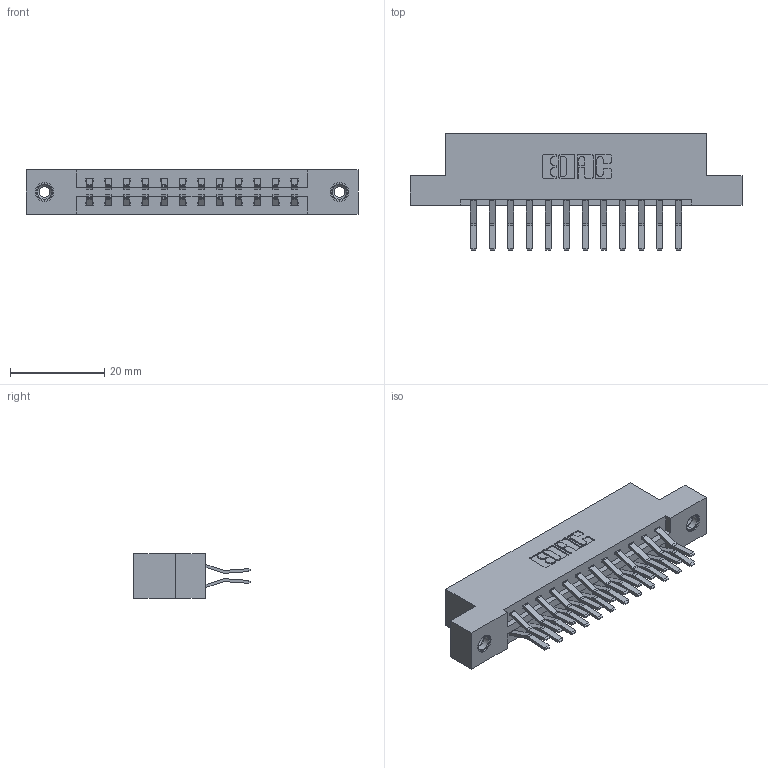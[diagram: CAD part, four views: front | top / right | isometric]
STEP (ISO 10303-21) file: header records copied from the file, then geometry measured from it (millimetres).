
FILE_DESCRIPTION (( 'STEP AP203' ), '1' );
FILE_NAME ('337-024-560-208.STEP', '2018-08-06T02:15:26', ( '' ), ( '' ), 'SwSTEP 2.0', 'SolidWorks 2016', '' );
FILE_SCHEMA (( 'CONFIG_CONTROL_DESIGN' ));
Length unit declared in the file: inch
Products named in the file (4): 337 Part_Flush Mounting Lugs - 0.156 Dia-TI; 345-292-001_560 Tail; 345-250-001_345-250-003-102; 337-024-560-208
Assembly tree (27 placements, depth 2):
  337-024-560-208
    337 Part_Flush Mounting Lugs - 0.156 Dia-TI
    345-292-001_560 Tail  x24
    345-250-001_345-250-003-102  x2
Bounding box: 70.56 x 24.78 x 9.4 mm (x, y, z)
Volume: 7187.8 mm3; surface area: 8313.6 mm2
Topology: 27 solids, 27 shells, 1518 faces, 4455 edges, 2930 vertices
Faces by surface type: plane 1014, cylinder 488, cone 12, torus 4
Entity records: 14458 total; most frequent: CARTESIAN_POINT 2441, ORIENTED_EDGE 2370, DIRECTION 2167, EDGE_CURVE 1185, VECTOR 1033, LINE 1033, VERTEX_POINT 784, AXIS2_PLACEMENT_3D 567
